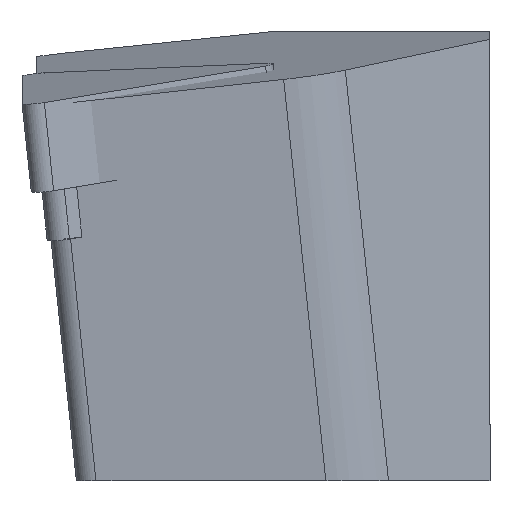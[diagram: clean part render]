
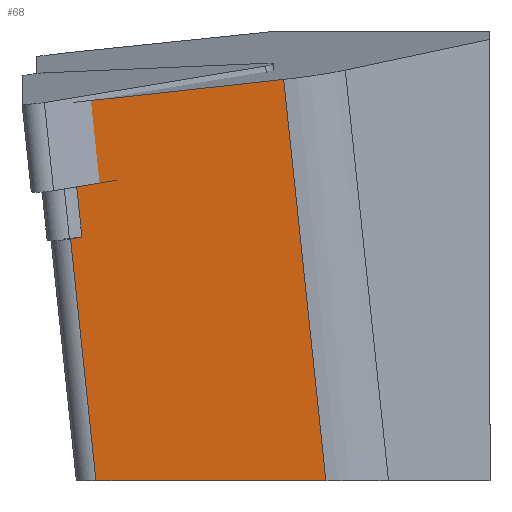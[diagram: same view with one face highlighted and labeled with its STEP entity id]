
A CAD part, left-side view. The second image highlights one B-rep face of the part: STEP entity #68.
In plain terms, the highlighted planar face has unit normal (-0.994, -0.052, -0.1).
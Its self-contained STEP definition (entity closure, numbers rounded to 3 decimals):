
#68=ADVANCED_FACE('',(#130),#102,.F.);
#102=PLANE('',#690);
#130=FACE_OUTER_BOUND('',#165,.T.);
#165=EDGE_LOOP('',(#405,#406,#407,#408,#409,#410,#411));
#189=LINE('',#912,#261);
#198=LINE('',#937,#270);
#208=LINE('',#960,#280);
#227=LINE('',#996,#299);
#228=LINE('',#998,#300);
#229=LINE('',#999,#301);
#230=LINE('',#1001,#302);
#261=VECTOR('',#732,1.);
#270=VECTOR('',#749,1.);
#280=VECTOR('',#767,1.);
#299=VECTOR('',#804,1.);
#300=VECTOR('',#805,1.);
#301=VECTOR('',#806,1.);
#302=VECTOR('',#807,1.);
#405=ORIENTED_EDGE('',*,*,#612,.F.);
#406=ORIENTED_EDGE('',*,*,#582,.F.);
#407=ORIENTED_EDGE('',*,*,#593,.F.);
#408=ORIENTED_EDGE('',*,*,#613,.T.);
#409=ORIENTED_EDGE('',*,*,#570,.F.);
#410=ORIENTED_EDGE('',*,*,#614,.T.);
#411=ORIENTED_EDGE('',*,*,#615,.T.);
#512=VERTEX_POINT('',#911);
#513=VERTEX_POINT('',#913);
#522=VERTEX_POINT('',#932);
#524=VERTEX_POINT('',#936);
#533=VERTEX_POINT('',#959);
#542=VERTEX_POINT('',#997);
#543=VERTEX_POINT('',#1000);
#570=EDGE_CURVE('',#512,#513,#189,.T.);
#582=EDGE_CURVE('',#524,#522,#198,.T.);
#593=EDGE_CURVE('',#533,#524,#208,.T.);
#612=EDGE_CURVE('',#522,#542,#227,.T.);
#613=EDGE_CURVE('',#533,#513,#228,.T.);
#614=EDGE_CURVE('',#512,#543,#229,.T.);
#615=EDGE_CURVE('',#543,#542,#230,.T.);
#690=AXIS2_PLACEMENT_3D('',#1002,#808,#809);
#732=DIRECTION('',(0.041,-0.993,0.109));
#749=DIRECTION('',(-0.105,0.104,0.989));
#767=DIRECTION('',(-0.052,0.999,0.));
#804=DIRECTION('',(0.041,-0.993,0.109));
#805=DIRECTION('',(-0.105,0.104,0.989));
#806=DIRECTION('',(0.105,-0.104,-0.989));
#807=DIRECTION('',(0.105,-0.104,-0.989));
#808=DIRECTION('',(0.994,0.052,0.1));
#809=DIRECTION('',(0.1,0.,-0.995));
#911=CARTESIAN_POINT('',(2.047,22.551,0.17));
#912=CARTESIAN_POINT('',(2.021,23.164,0.103));
#913=CARTESIAN_POINT('',(2.525,11.022,1.433));
#932=CARTESIAN_POINT('',(2.778,22.411,-7.058));
#936=CARTESIAN_POINT('',(4.146,21.051,-20.));
#937=CARTESIAN_POINT('',(7.216,17.997,-49.054));
#959=CARTESIAN_POINT('',(4.79,8.77,-20.));
#960=CARTESIAN_POINT('',(4.314,17.845,-20.));
#996=CARTESIAN_POINT('',(2.778,22.411,-7.058));
#997=CARTESIAN_POINT('',(2.803,21.798,-6.991));
#998=CARTESIAN_POINT('',(7.72,5.856,-47.724));
#999=CARTESIAN_POINT('',(-4.999,29.558,66.84));
#1000=CARTESIAN_POINT('',(2.513,22.087,-4.241));
#1001=CARTESIAN_POINT('',(-4.999,29.558,66.84));
#1002=CARTESIAN_POINT('',(7.216,17.997,-49.054));
